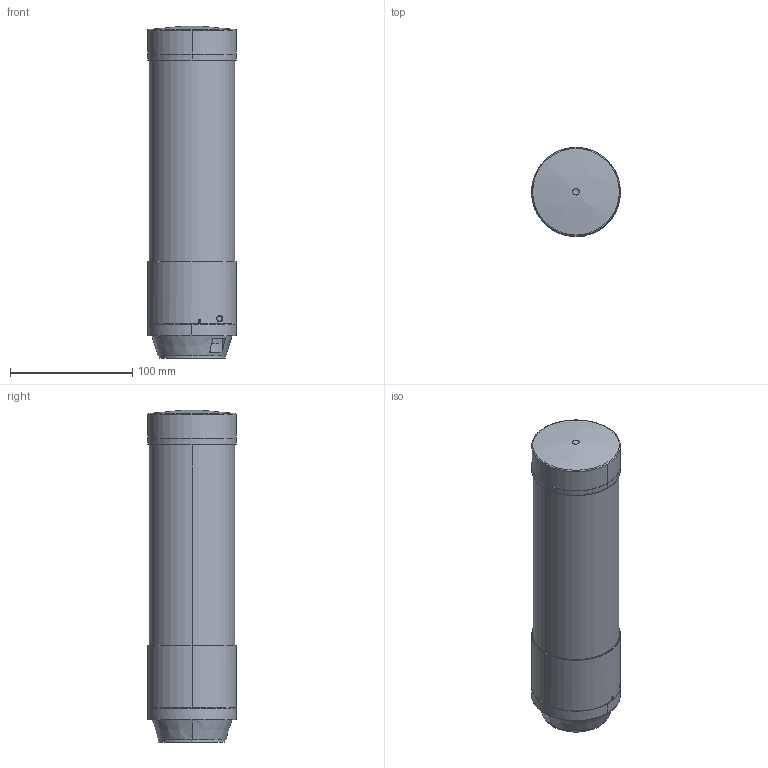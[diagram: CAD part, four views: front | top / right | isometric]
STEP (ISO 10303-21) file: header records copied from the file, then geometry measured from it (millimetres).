
FILE_DESCRIPTION (( 'STEP AP203' ), '1' );
FILE_NAME ('65701055.step', '2023-02-15T20:38:28', ( '' ), ( '' ), 'SwSTEP 2.0', 'SolidWorks 2021', '' );
FILE_SCHEMA (( 'CONFIG_CONTROL_DESIGN' ));
Length unit declared in the file: inch
Products named in the file (1): 65701055
Bounding box: 72.5 x 72.5 x 271.18 mm (x, y, z)
Volume: 1026745.5 mm3; surface area: 76962.1 mm2
Topology: 1 solids, 10 shells, 379 faces, 937 edges, 608 vertices
Faces by surface type: plane 138, cylinder 97, cone 86, bspline 58
Entity records: 15914 total; most frequent: CARTESIAN_POINT 7242, ORIENTED_EDGE 1858, DIRECTION 1673, EDGE_CURVE 929, AXIS2_PLACEMENT_3D 657, VERTEX_POINT 608, EDGE_LOOP 423, FACE_OUTER_BOUND 379
